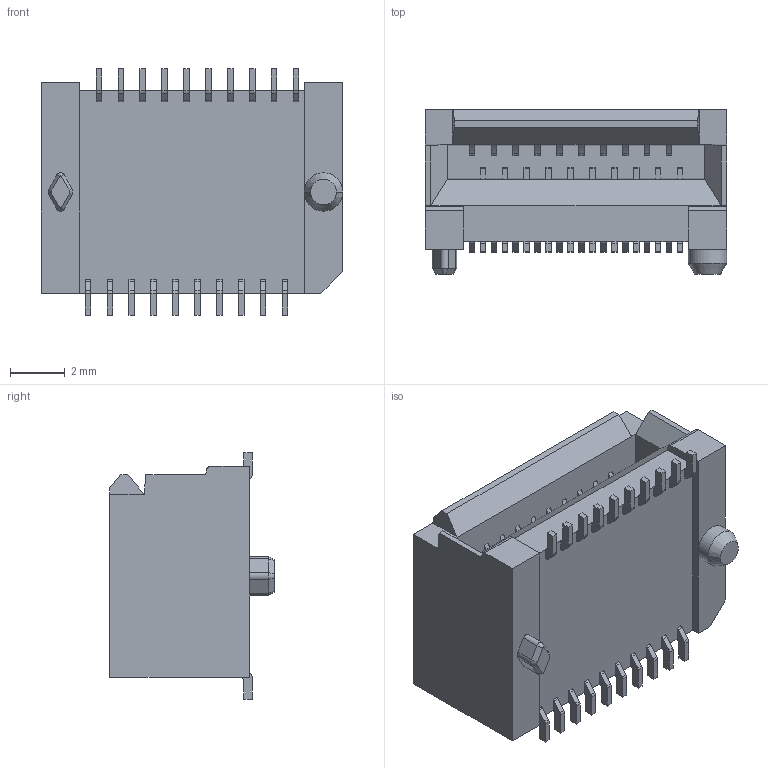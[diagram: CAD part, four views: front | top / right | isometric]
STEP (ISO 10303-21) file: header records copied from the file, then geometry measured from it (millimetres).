
FILE_DESCRIPTION((''),'2;1');
FILE_NAME('C-1367073-1','2012-12-31T',('workeradm'),('Tyco Electronics Ltd.'),'PRO/ENGINEER BY PARAMETRIC TECHNOLOGY CORPORATION, 2010430','PRO/ENGINEER BY PARAMETRIC TECHNOLOGY CORPORATION, 2010430','');
FILE_SCHEMA(('AUTOMOTIVE_DESIGN { 1 0 10303 214 1 1 1 1 }'));
Length unit declared in the file: millimetre
Products named in the file (1): C-1367073-1
Bounding box: 11 x 6 x 9 mm (x, y, z)
Volume: 320.3 mm3; surface area: 517.5 mm2
Topology: 1 solids, 1 shells, 377 faces, 1013 edges, 660 vertices
Faces by surface type: plane 263, cylinder 108, cone 6
Entity records: 12014 total; most frequent: CARTESIAN_POINT 2052, ORIENTED_EDGE 2026, DIRECTION 1989, EDGE_CURVE 1013, VECTOR 791, LINE 791, VERTEX_POINT 660, AXIS2_PLACEMENT_3D 599
